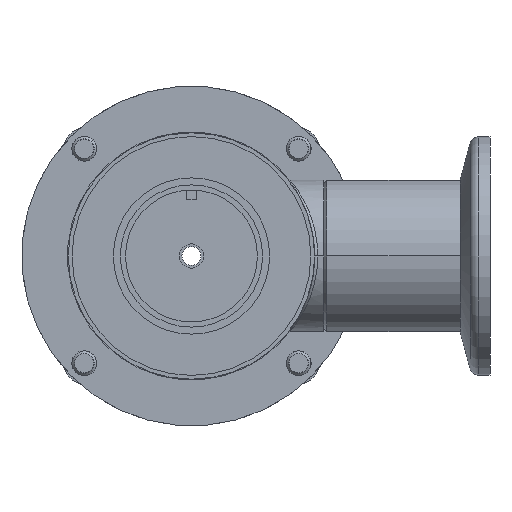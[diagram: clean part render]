
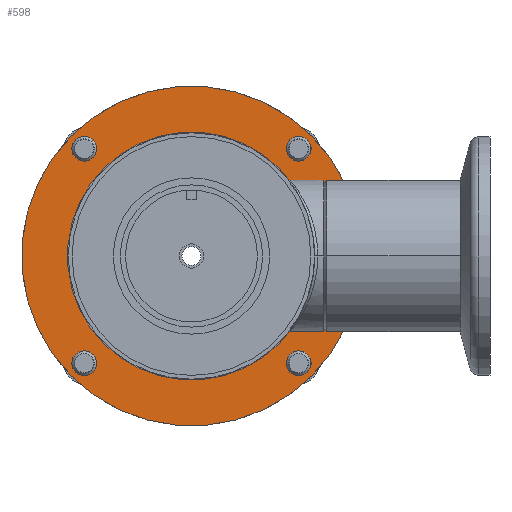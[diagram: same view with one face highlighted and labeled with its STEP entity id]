
A CAD part, front view. The second image highlights one B-rep face of the part: STEP entity #598.
In plain terms, the highlighted planar face has unit normal (0, -1, 0).
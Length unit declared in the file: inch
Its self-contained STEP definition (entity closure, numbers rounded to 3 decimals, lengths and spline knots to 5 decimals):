
#23 = CARTESIAN_POINT ( 'NONE',  ( -0.70711, -0.25, 0.70711 ) ) ;
#78 = VERTEX_POINT ( 'NONE', #7168 ) ;
#148 = VERTEX_POINT ( 'NONE', #1531 ) ;
#300 = CARTESIAN_POINT ( 'NONE',  ( -0.70711, -0.25, -0.70711 ) ) ;
#302 = ORIENTED_EDGE ( 'NONE', *, *, #6210, .F. ) ;
#480 = CARTESIAN_POINT ( 'NONE',  ( 0.70711, -0.25, -0.70711 ) ) ;
#501 = CIRCLE ( 'NONE', #6519, 0.068 ) ;
#591 = ORIENTED_EDGE ( 'NONE', *, *, #3525, .F. ) ;
#598 = ADVANCED_FACE ( 'NONE', ( #4004, #3350, #7544, #5655, #8272, #2964 ), #7460, .F. ) ;
#641 = CARTESIAN_POINT ( 'NONE',  ( 0.75519, -0.25, -0.65902 ) ) ;
#678 = EDGE_CURVE ( 'NONE', #4558, #78, #8451, .T. ) ;
#693 = EDGE_CURVE ( 'NONE', #3733, #7270, #933, .T. ) ;
#887 = DIRECTION ( 'NONE',  ( 0., -1., 0. ) ) ;
#900 = DIRECTION ( 'NONE',  ( 0., -1., 0. ) ) ;
#933 = CIRCLE ( 'NONE', #7076, 0.068 ) ;
#1122 = CARTESIAN_POINT ( 'NONE',  ( -0.57806, -0.25, 0.57806 ) ) ;
#1283 = EDGE_CURVE ( 'NONE', #1377, #4197, #7223, .T. ) ;
#1284 = EDGE_CURVE ( 'NONE', #5681, #8138, #8320, .T. ) ;
#1342 = DIRECTION ( 'NONE',  ( 0., -1., 0. ) ) ;
#1377 = VERTEX_POINT ( 'NONE', #3180 ) ;
#1395 = CARTESIAN_POINT ( 'NONE',  ( 0.70711, -0.25, -0.70711 ) ) ;
#1462 = EDGE_LOOP ( 'NONE', ( #6387, #2468 ) ) ;
#1531 = CARTESIAN_POINT ( 'NONE',  ( 0.57806, -0.25, 0.57806 ) ) ;
#1639 = ORIENTED_EDGE ( 'NONE', *, *, #2483, .F. ) ;
#1751 = AXIS2_PLACEMENT_3D ( 'NONE', #300, #900, #3678 ) ;
#1772 = DIRECTION ( 'NONE',  ( 0.707, 0., 0.707 ) ) ;
#1944 = DIRECTION ( 'NONE',  ( 0.707, 0., 0.707 ) ) ;
#1953 = AXIS2_PLACEMENT_3D ( 'NONE', #5435, #8239, #4906 ) ;
#1991 = CARTESIAN_POINT ( 'NONE',  ( 0.79196, -0.25, 0.79196 ) ) ;
#2030 = DIRECTION ( 'NONE',  ( 0.707, 0., 0.707 ) ) ;
#2178 = CARTESIAN_POINT ( 'NONE',  ( -0.75519, -0.25, -0.75519 ) ) ;
#2208 = CARTESIAN_POINT ( 'NONE',  ( 0., -0.25, 0. ) ) ;
#2336 = EDGE_LOOP ( 'NONE', ( #2703, #302 ) ) ;
#2468 = ORIENTED_EDGE ( 'NONE', *, *, #4071, .F. ) ;
#2483 = EDGE_CURVE ( 'NONE', #7270, #3733, #2872, .T. ) ;
#2582 = CARTESIAN_POINT ( 'NONE',  ( 0.70711, -0.25, 0.70711 ) ) ;
#2609 = DIRECTION ( 'NONE',  ( 0.707, 0., 0.707 ) ) ;
#2632 = DIRECTION ( 'NONE',  ( 0., -1., 0. ) ) ;
#2674 = EDGE_CURVE ( 'NONE', #3283, #148, #6425, .T. ) ;
#2686 = CIRCLE ( 'NONE', #8038, 0.068 ) ;
#2703 = ORIENTED_EDGE ( 'NONE', *, *, #8183, .F. ) ;
#2723 = AXIS2_PLACEMENT_3D ( 'NONE', #7889, #1342, #3208 ) ;
#2788 = CARTESIAN_POINT ( 'NONE',  ( 0.65902, -0.25, -0.75519 ) ) ;
#2872 = CIRCLE ( 'NONE', #7660, 0.068 ) ;
#2910 = DIRECTION ( 'NONE',  ( 0.707, 0., 0.707 ) ) ;
#2964 = FACE_BOUND ( 'NONE', #7698, .T. ) ;
#2967 = AXIS2_PLACEMENT_3D ( 'NONE', #480, #7594, #7683 ) ;
#3023 = DIRECTION ( 'NONE',  ( 0.707, 0., 0.707 ) ) ;
#3042 = DIRECTION ( 'NONE',  ( 0.707, 0., 0.707 ) ) ;
#3175 = DIRECTION ( 'NONE',  ( 0., -1., 0. ) ) ;
#3180 = CARTESIAN_POINT ( 'NONE',  ( 0.75519, -0.25, 0.75519 ) ) ;
#3181 = ORIENTED_EDGE ( 'NONE', *, *, #4056, .F. ) ;
#3208 = DIRECTION ( 'NONE',  ( 0.707, 0., 0.707 ) ) ;
#3266 = DIRECTION ( 'NONE',  ( 0., -1., 0. ) ) ;
#3283 = VERTEX_POINT ( 'NONE', #8045 ) ;
#3310 = ORIENTED_EDGE ( 'NONE', *, *, #8383, .F. ) ;
#3350 = FACE_OUTER_BOUND ( 'NONE', #2336, .T. ) ;
#3494 = AXIS2_PLACEMENT_3D ( 'NONE', #2208, #887, #3023 ) ;
#3525 = EDGE_CURVE ( 'NONE', #148, #3283, #5957, .T. ) ;
#3529 = AXIS2_PLACEMENT_3D ( 'NONE', #2582, #3266, #1944 ) ;
#3634 = CARTESIAN_POINT ( 'NONE',  ( -0.70711, -0.25, 0.70711 ) ) ;
#3678 = DIRECTION ( 'NONE',  ( 0.707, 0., 0.707 ) ) ;
#3696 = CARTESIAN_POINT ( 'NONE',  ( 0.70711, -0.25, 0.70711 ) ) ;
#3727 = DIRECTION ( 'NONE',  ( 0., 1., 0. ) ) ;
#3733 = VERTEX_POINT ( 'NONE', #5206 ) ;
#3759 = ORIENTED_EDGE ( 'NONE', *, *, #1284, .F. ) ;
#3782 = DIRECTION ( 'NONE',  ( 0.707, 0., 0.707 ) ) ;
#4004 = FACE_BOUND ( 'NONE', #8470, .T. ) ;
#4056 = EDGE_CURVE ( 'NONE', #8138, #5681, #4331, .T. ) ;
#4071 = EDGE_CURVE ( 'NONE', #4197, #1377, #501, .T. ) ;
#4085 = AXIS2_PLACEMENT_3D ( 'NONE', #1122, #4215, #1772 ) ;
#4197 = VERTEX_POINT ( 'NONE', #6398 ) ;
#4215 = DIRECTION ( 'NONE',  ( 0., 1., 0. ) ) ;
#4299 = EDGE_LOOP ( 'NONE', ( #7310, #1639 ) ) ;
#4331 = CIRCLE ( 'NONE', #2967, 0.068 ) ;
#4471 = DIRECTION ( 'NONE',  ( 0., -1., 0. ) ) ;
#4558 = VERTEX_POINT ( 'NONE', #2178 ) ;
#4856 = AXIS2_PLACEMENT_3D ( 'NONE', #6182, #3727, #3042 ) ;
#4906 = DIRECTION ( 'NONE',  ( 0.707, 0., 0.707 ) ) ;
#5206 = CARTESIAN_POINT ( 'NONE',  ( -0.65902, -0.25, 0.75519 ) ) ;
#5252 = DIRECTION ( 'NONE',  ( 0.707, 0., 0.707 ) ) ;
#5308 = CARTESIAN_POINT ( 'NONE',  ( -0.75519, -0.25, 0.65902 ) ) ;
#5316 = AXIS2_PLACEMENT_3D ( 'NONE', #1395, #4471, #2030 ) ;
#5334 = CARTESIAN_POINT ( 'NONE',  ( -0.79196, -0.25, -0.79196 ) ) ;
#5435 = CARTESIAN_POINT ( 'NONE',  ( 0., -0.25, 0. ) ) ;
#5655 = FACE_BOUND ( 'NONE', #1462, .T. ) ;
#5681 = VERTEX_POINT ( 'NONE', #641 ) ;
#5957 = CIRCLE ( 'NONE', #3494, 0.8175 ) ;
#6055 = EDGE_LOOP ( 'NONE', ( #3759, #3181 ) ) ;
#6145 = ORIENTED_EDGE ( 'NONE', *, *, #678, .F. ) ;
#6182 = CARTESIAN_POINT ( 'NONE',  ( 0., -0.25, 0. ) ) ;
#6199 = CIRCLE ( 'NONE', #1953, 1.12 ) ;
#6210 = EDGE_CURVE ( 'NONE', #8066, #8433, #6199, .T. ) ;
#6297 = DIRECTION ( 'NONE',  ( 0., -1., 0. ) ) ;
#6387 = ORIENTED_EDGE ( 'NONE', *, *, #1283, .F. ) ;
#6398 = CARTESIAN_POINT ( 'NONE',  ( 0.65902, -0.25, 0.65902 ) ) ;
#6425 = CIRCLE ( 'NONE', #2723, 0.8175 ) ;
#6519 = AXIS2_PLACEMENT_3D ( 'NONE', #3696, #3175, #3782 ) ;
#7076 = AXIS2_PLACEMENT_3D ( 'NONE', #3634, #6297, #2910 ) ;
#7082 = ORIENTED_EDGE ( 'NONE', *, *, #2674, .F. ) ;
#7168 = CARTESIAN_POINT ( 'NONE',  ( -0.65902, -0.25, -0.65902 ) ) ;
#7223 = CIRCLE ( 'NONE', #3529, 0.068 ) ;
#7270 = VERTEX_POINT ( 'NONE', #5308 ) ;
#7310 = ORIENTED_EDGE ( 'NONE', *, *, #693, .F. ) ;
#7460 = PLANE ( 'NONE',  #4085 ) ;
#7544 = FACE_BOUND ( 'NONE', #4299, .T. ) ;
#7594 = DIRECTION ( 'NONE',  ( 0., -1., 0. ) ) ;
#7660 = AXIS2_PLACEMENT_3D ( 'NONE', #23, #2632, #5252 ) ;
#7683 = DIRECTION ( 'NONE',  ( 0.707, 0., 0.707 ) ) ;
#7698 = EDGE_LOOP ( 'NONE', ( #3310, #6145 ) ) ;
#7861 = CIRCLE ( 'NONE', #4856, 1.12 ) ;
#7889 = CARTESIAN_POINT ( 'NONE',  ( 0., -0.25, 0. ) ) ;
#8038 = AXIS2_PLACEMENT_3D ( 'NONE', #8439, #8359, #2609 ) ;
#8045 = CARTESIAN_POINT ( 'NONE',  ( -0.57806, -0.25, -0.57806 ) ) ;
#8066 = VERTEX_POINT ( 'NONE', #5334 ) ;
#8138 = VERTEX_POINT ( 'NONE', #2788 ) ;
#8183 = EDGE_CURVE ( 'NONE', #8433, #8066, #7861, .T. ) ;
#8239 = DIRECTION ( 'NONE',  ( 0., 1., 0. ) ) ;
#8272 = FACE_BOUND ( 'NONE', #6055, .T. ) ;
#8320 = CIRCLE ( 'NONE', #5316, 0.068 ) ;
#8359 = DIRECTION ( 'NONE',  ( 0., -1., 0. ) ) ;
#8383 = EDGE_CURVE ( 'NONE', #78, #4558, #2686, .T. ) ;
#8433 = VERTEX_POINT ( 'NONE', #1991 ) ;
#8439 = CARTESIAN_POINT ( 'NONE',  ( -0.70711, -0.25, -0.70711 ) ) ;
#8451 = CIRCLE ( 'NONE', #1751, 0.068 ) ;
#8470 = EDGE_LOOP ( 'NONE', ( #591, #7082 ) ) ;
